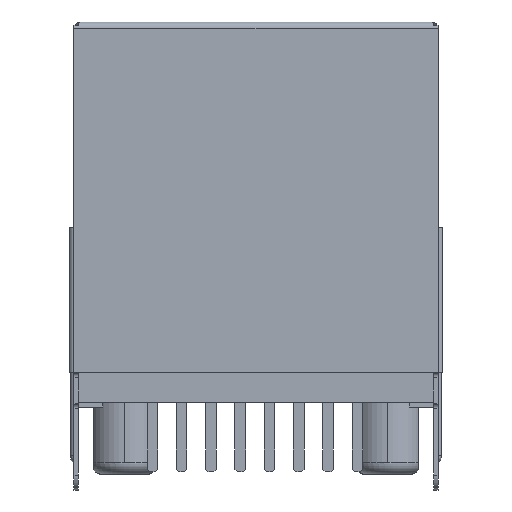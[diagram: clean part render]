
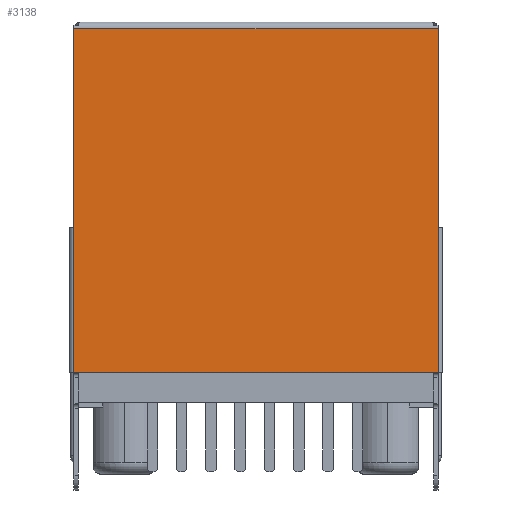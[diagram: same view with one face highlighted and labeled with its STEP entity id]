
A CAD part, front view. The second image highlights one B-rep face of the part: STEP entity #3138.
In plain terms, the highlighted planar face has unit normal (0, -1, 0).
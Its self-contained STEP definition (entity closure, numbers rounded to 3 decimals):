
#845 = VERTEX_POINT('',#846);
#846 = CARTESIAN_POINT('',(7.95,-10.2,16.39));
#853 = EDGE_CURVE('',#854,#845,#856,.T.);
#854 = VERTEX_POINT('',#855);
#855 = CARTESIAN_POINT('',(7.95,-10.2,7.788));
#856 = LINE('',#857,#858);
#857 = CARTESIAN_POINT('',(7.95,-10.2,0.19));
#858 = VECTOR('',#859,1.);
#859 = DIRECTION('',(0.,0.,1.));
#878 = VERTEX_POINT('',#879);
#879 = CARTESIAN_POINT('',(7.95,-10.2,1.49));
#885 = EDGE_CURVE('',#886,#878,#888,.T.);
#886 = VERTEX_POINT('',#887);
#887 = CARTESIAN_POINT('',(7.95,-10.2,1.49));
#888 = LINE('',#889,#890);
#889 = CARTESIAN_POINT('',(7.95,-10.2,0.19));
#890 = VECTOR('',#891,1.);
#891 = DIRECTION('',(0.,0.,1.));
#3064 = VERTEX_POINT('',#3065);
#3065 = CARTESIAN_POINT('',(-7.85,-10.2,1.49));
#3071 = EDGE_CURVE('',#3064,#3072,#3074,.T.);
#3072 = VERTEX_POINT('',#3073);
#3073 = CARTESIAN_POINT('',(-7.85,-10.2,1.49));
#3074 = LINE('',#3075,#3076);
#3075 = CARTESIAN_POINT('',(-7.85,-10.2,0.19));
#3076 = VECTOR('',#3077,1.);
#3077 = DIRECTION('',(0.,0.,1.));
#3096 = VERTEX_POINT('',#3097);
#3097 = CARTESIAN_POINT('',(-7.85,-10.2,7.788));
#3103 = EDGE_CURVE('',#3096,#3104,#3106,.T.);
#3104 = VERTEX_POINT('',#3105);
#3105 = CARTESIAN_POINT('',(-7.85,-10.2,16.39));
#3106 = LINE('',#3107,#3108);
#3107 = CARTESIAN_POINT('',(-7.85,-10.2,0.19));
#3108 = VECTOR('',#3109,1.);
#3109 = DIRECTION('',(0.,0.,1.));
#3138 = ADVANCED_FACE('',(#3139),#3169,.T.);
#3139 = FACE_BOUND('',#3140,.T.);
#3140 = EDGE_LOOP('',(#3141,#3142,#3148,#3149,#3155,#3156,#3162,#3163));
#3141 = ORIENTED_EDGE('',*,*,#885,.T.);
#3142 = ORIENTED_EDGE('',*,*,#3143,.T.);
#3143 = EDGE_CURVE('',#878,#854,#3144,.T.);
#3144 = LINE('',#3145,#3146);
#3145 = CARTESIAN_POINT('',(7.95,-10.2,7.788));
#3146 = VECTOR('',#3147,1.);
#3147 = DIRECTION('',(0.,0.,1.));
#3148 = ORIENTED_EDGE('',*,*,#853,.T.);
#3149 = ORIENTED_EDGE('',*,*,#3150,.T.);
#3150 = EDGE_CURVE('',#845,#3104,#3151,.T.);
#3151 = LINE('',#3152,#3153);
#3152 = CARTESIAN_POINT('',(-7.85,-10.2,16.39));
#3153 = VECTOR('',#3154,1.);
#3154 = DIRECTION('',(-1.,-0.,-0.));
#3155 = ORIENTED_EDGE('',*,*,#3103,.F.);
#3156 = ORIENTED_EDGE('',*,*,#3157,.T.);
#3157 = EDGE_CURVE('',#3096,#3072,#3158,.T.);
#3158 = LINE('',#3159,#3160);
#3159 = CARTESIAN_POINT('',(-7.85,-10.2,1.49));
#3160 = VECTOR('',#3161,1.);
#3161 = DIRECTION('',(0.,0.,-1.));
#3162 = ORIENTED_EDGE('',*,*,#3071,.F.);
#3163 = ORIENTED_EDGE('',*,*,#3164,.T.);
#3164 = EDGE_CURVE('',#3064,#886,#3165,.T.);
#3165 = LINE('',#3166,#3167);
#3166 = CARTESIAN_POINT('',(-7.85,-10.2,1.49));
#3167 = VECTOR('',#3168,1.);
#3168 = DIRECTION('',(1.,0.,0.));
#3169 = PLANE('',#3170);
#3170 = AXIS2_PLACEMENT_3D('',#3171,#3172,#3173);
#3171 = CARTESIAN_POINT('',(-7.85,-10.2,0.19));
#3172 = DIRECTION('',(0.,-1.,0.));
#3173 = DIRECTION('',(0.,0.,-1.));
